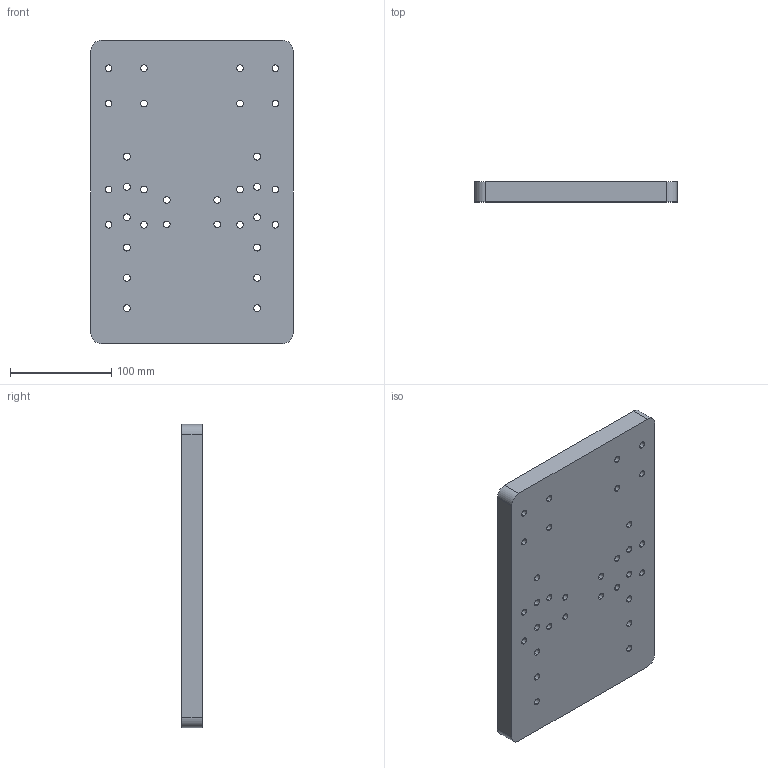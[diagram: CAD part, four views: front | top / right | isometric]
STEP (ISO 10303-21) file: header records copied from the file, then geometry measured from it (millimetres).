
FILE_DESCRIPTION (( 'STEP AP203' ), '1' );
FILE_NAME ('motorseat.STEP', '2017-12-25T02:21:22', ( '' ), ( '' ), 'SwSTEP 2.0', 'SolidWorks 2018', '' );
FILE_SCHEMA (( 'CONFIG_CONTROL_DESIGN' ));
Length unit declared in the file: millimetre
Products named in the file (1): motorseat
Bounding box: 200 x 20 x 300 mm (x, y, z)
Volume: 1164059.9 mm3; surface area: 153078.5 mm2
Topology: 1 solids, 1 shells, 134 faces, 336 edges, 224 vertices
Faces by surface type: cylinder 108, plane 26
Entity records: 4341 total; most frequent: DIRECTION 822, CARTESIAN_POINT 695, ORIENTED_EDGE 672, AXIS2_PLACEMENT_3D 351, EDGE_CURVE 336, VERTEX_POINT 224, EDGE_LOOP 218, CIRCLE 216
